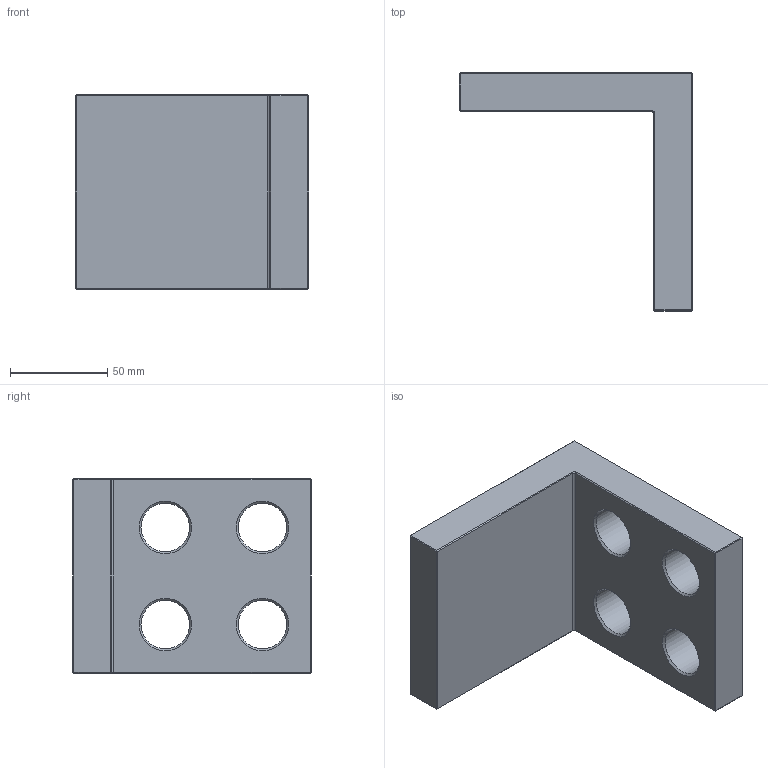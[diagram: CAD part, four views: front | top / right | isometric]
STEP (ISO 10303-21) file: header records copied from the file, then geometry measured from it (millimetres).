
FILE_DESCRIPTION((''),'2;1');
FILE_NAME('SZ1403N_A.stp','2013-08-29T07:03:17',('janine behrens'),(''),'Autodesk Inventor 2012','Autodesk Inventor 2012','');
FILE_SCHEMA(('AUTOMOTIVE_DESIGN { 1 0 10303 214 1 1 1 1 }'));
Length unit declared in the file: millimetre
Products named in the file (1): SZ1403N_A
Bounding box: 120 x 122.5 x 100 mm (x, y, z)
Volume: 405246.1 mm3; surface area: 58925 mm2
Topology: 1 solids, 1 shells, 50 faces, 106 edges, 58 vertices
Faces by surface type: plane 35, cone 10, cylinder 5
Full cylindrical faces by diameter (mm): 25 x4
Entity records: 1232 total; most frequent: DIRECTION 212, CARTESIAN_POINT 195, ORIENTED_EDGE 180, EDGE_CURVE 90, AXIS2_PLACEMENT_3D 71, VECTOR 70, LINE 70, EDGE_LOOP 70
